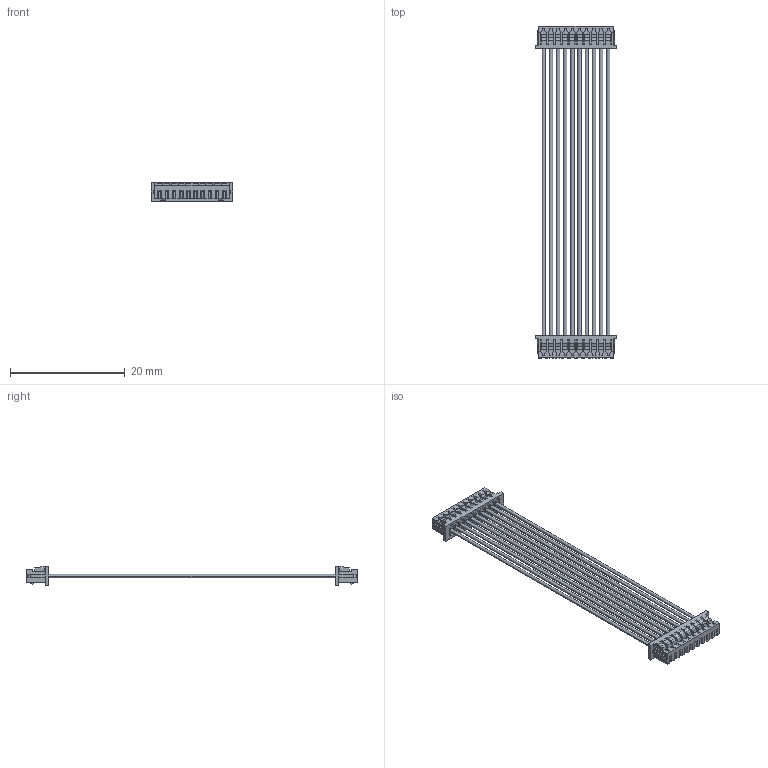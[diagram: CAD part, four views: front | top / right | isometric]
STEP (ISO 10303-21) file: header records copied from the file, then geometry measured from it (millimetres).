
FILE_DESCRIPTION(('FreeCAD Model'),'2;1');
FILE_NAME('Open CASCADE Shape Model','2025-09-30T16:40:33',(''),(''), 'Open CASCADE STEP processor 7.8','FreeCAD','Unknown');
FILE_SCHEMA(('AUTOMOTIVE_DESIGN { 1 0 10303 214 1 1 1 1 }'));
Length unit declared in the file: millimetre
Products named in the file (1): SOLID
Bounding box: 14.25 x 57.9 x 3.2 mm (x, y, z)
Volume: 383.1 mm3; surface area: 1556.7 mm2
Topology: 1 solids, 1 shells, 984 faces, 2588 edges, 1632 vertices
Faces by surface type: plane 964, cylinder 20
Entity records: 29410 total; most frequent: CARTESIAN_POINT 5205, ORIENTED_EDGE 5176, DIRECTION 4598, EDGE_CURVE 2588, LINE 2548, VECTOR 2548, VERTEX_POINT 1632, FACE_BOUND 1028
